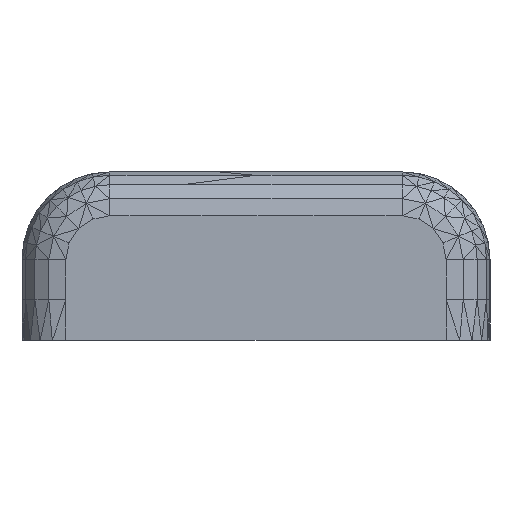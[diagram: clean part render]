
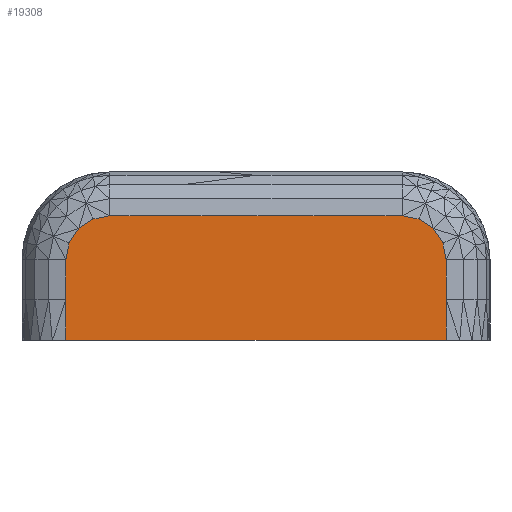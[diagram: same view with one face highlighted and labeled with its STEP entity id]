
A CAD part, left-side view. The second image highlights one B-rep face of the part: STEP entity #19308.
In plain terms, the highlighted planar face has unit normal (-1, 0, 0).
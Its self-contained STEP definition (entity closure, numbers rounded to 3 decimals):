
#19308=ADVANCED_FACE('',(#36392),#36394,.T.);
#36392=FACE_BOUND('',#36393,.T.);
#36393=EDGE_LOOP('',(#47236,#47237,#47238,#47239,#47240,#47241,#47242,#47243,#47244,
#47245,#47246,#47247,#47248,#47249,#47250,#47251,#47252,#47253,#47254,#47255,#47256,
#47257,#47258,#47259,#47260,#47261,#47262,#47263));
#36394=PLANE('',#36395);
#36395=AXIS2_PLACEMENT_3D('',#36396,#36397,#36398);
#36396=CARTESIAN_POINT('',(-41.399,-3.251,12.746));
#36397=DIRECTION('',(-1.,-0.,0.));
#36398=DIRECTION('',(0.,-0.608,-0.794));
#47236=ORIENTED_EDGE('',*,*,#53349,.F.);
#47237=ORIENTED_EDGE('',*,*,#53348,.F.);
#47238=ORIENTED_EDGE('',*,*,#53347,.F.);
#47239=ORIENTED_EDGE('',*,*,#53346,.F.);
#47240=ORIENTED_EDGE('',*,*,#53345,.F.);
#47241=ORIENTED_EDGE('',*,*,#50898,.F.);
#47242=ORIENTED_EDGE('',*,*,#50907,.F.);
#47243=ORIENTED_EDGE('',*,*,#51060,.F.);
#47244=ORIENTED_EDGE('',*,*,#51067,.F.);
#47245=ORIENTED_EDGE('',*,*,#53327,.F.);
#47246=ORIENTED_EDGE('',*,*,#53326,.F.);
#47247=ORIENTED_EDGE('',*,*,#50931,.F.);
#47248=ORIENTED_EDGE('',*,*,#52962,.F.);
#47249=ORIENTED_EDGE('',*,*,#52961,.F.);
#47250=ORIENTED_EDGE('',*,*,#52960,.F.);
#47251=ORIENTED_EDGE('',*,*,#52959,.F.);
#47252=ORIENTED_EDGE('',*,*,#52958,.F.);
#47253=ORIENTED_EDGE('',*,*,#52957,.F.);
#47254=ORIENTED_EDGE('',*,*,#52956,.F.);
#47255=ORIENTED_EDGE('',*,*,#52955,.F.);
#47256=ORIENTED_EDGE('',*,*,#50991,.F.);
#47257=ORIENTED_EDGE('',*,*,#53333,.F.);
#47258=ORIENTED_EDGE('',*,*,#53332,.F.);
#47259=ORIENTED_EDGE('',*,*,#51018,.F.);
#47260=ORIENTED_EDGE('',*,*,#51027,.F.);
#47261=ORIENTED_EDGE('',*,*,#50961,.F.);
#47262=ORIENTED_EDGE('',*,*,#50969,.F.);
#47263=ORIENTED_EDGE('',*,*,#53350,.F.);
#50898=EDGE_CURVE('',#57639,#57637,#57641,.T.);
#50907=EDGE_CURVE('',#57630,#57639,#57652,.T.);
#50931=EDGE_CURVE('',#57692,#57679,#57693,.T.);
#50961=EDGE_CURVE('',#57739,#57737,#57741,.T.);
#50969=EDGE_CURVE('',#57729,#57739,#57752,.T.);
#50991=EDGE_CURVE('',#57786,#57789,#57790,.T.);
#51018=EDGE_CURVE('',#57828,#57830,#57831,.T.);
#51027=EDGE_CURVE('',#57737,#57828,#57843,.T.);
#51060=EDGE_CURVE('',#57890,#57892,#57893,.T.);
#51067=EDGE_CURVE('',#57881,#57890,#57901,.T.);
#52955=EDGE_CURVE('',#57789,#61568,#61569,.T.);
#52956=EDGE_CURVE('',#61568,#61570,#61571,.T.);
#52957=EDGE_CURVE('',#61570,#61572,#61573,.T.);
#52958=EDGE_CURVE('',#61572,#61574,#61575,.T.);
#52959=EDGE_CURVE('',#61574,#61576,#61577,.T.);
#52960=EDGE_CURVE('',#61576,#61578,#61579,.T.);
#52961=EDGE_CURVE('',#61578,#61580,#61581,.T.);
#52962=EDGE_CURVE('',#61580,#57692,#61582,.T.);
#53326=EDGE_CURVE('',#62369,#62370,#62371,.T.);
#53327=EDGE_CURVE('',#62370,#57881,#62372,.T.);
#53332=EDGE_CURVE('',#57826,#62377,#62378,.T.);
#53333=EDGE_CURVE('',#62377,#57786,#62379,.T.);
#53345=EDGE_CURVE('',#57637,#62403,#62404,.T.);
#53346=EDGE_CURVE('',#62403,#62405,#62406,.T.);
#53347=EDGE_CURVE('',#62407,#62408,#62409,.T.);
#53348=EDGE_CURVE('',#62408,#62410,#62411,.T.);
#53349=EDGE_CURVE('',#62412,#62413,#62414,.T.);
#53350=EDGE_CURVE('',#62413,#57729,#62415,.T.);
#57630=VERTEX_POINT('',#71716);
#57637=VERTEX_POINT('',#71733);
#57639=VERTEX_POINT('',#71737);
#57641=LINE('',#71741,#71742);
#57652=LINE('',#71770,#71771);
#57679=VERTEX_POINT('',#71831);
#57692=VERTEX_POINT('',#71858);
#57693=LINE('',#71859,#71860);
#57729=VERTEX_POINT('',#71939);
#57737=VERTEX_POINT('',#71959);
#57739=VERTEX_POINT('',#71963);
#57741=LINE('',#71967,#71968);
#57752=LINE('',#71994,#71995);
#57786=VERTEX_POINT('',#72068);
#57789=VERTEX_POINT('',#72075);
#57790=LINE('',#72076,#72077);
#57826=VERTEX_POINT('',#72162);
#57828=VERTEX_POINT('',#72166);
#57830=VERTEX_POINT('',#72170);
#57831=LINE('',#72171,#72172);
#57843=LINE('',#72201,#72202);
#57881=VERTEX_POINT('',#72289);
#57890=VERTEX_POINT('',#72312);
#57892=VERTEX_POINT('',#72316);
#57893=LINE('',#72317,#72318);
#57901=LINE('',#72339,#72340);
#61568=VERTEX_POINT('',#79782);
#61569=LINE('',#79783,#79784);
#61570=VERTEX_POINT('',#79786);
#61571=LINE('',#79787,#79788);
#61572=VERTEX_POINT('',#79790);
#61573=LINE('',#79791,#79792);
#61574=VERTEX_POINT('',#79794);
#61575=LINE('',#79795,#79796);
#61576=VERTEX_POINT('',#79798);
#61577=LINE('',#79799,#79800);
#61578=VERTEX_POINT('',#79802);
#61579=LINE('',#79803,#79804);
#61580=VERTEX_POINT('',#79806);
#61581=LINE('',#79807,#79808);
#61582=LINE('',#79810,#79811);
#62369=VERTEX_POINT('',#81325);
#62370=VERTEX_POINT('',#81326);
#62371=LINE('',#81327,#81328);
#62372=LINE('',#81330,#81331);
#62377=VERTEX_POINT('',#81345);
#62378=LINE('',#81346,#81347);
#62379=LINE('',#81349,#81350);
#62403=VERTEX_POINT('',#81397);
#62404=LINE('',#81398,#81399);
#62405=VERTEX_POINT('',#81401);
#62406=LINE('',#81402,#81403);
#62407=VERTEX_POINT('',#81405);
#62408=VERTEX_POINT('',#81406);
#62409=LINE('',#81407,#81408);
#62410=VERTEX_POINT('',#81410);
#62411=LINE('',#81411,#81412);
#62412=VERTEX_POINT('',#81414);
#62413=VERTEX_POINT('',#81415);
#62414=LINE('',#81416,#81417);
#62415=LINE('',#81419,#81420);
#71716=CARTESIAN_POINT('',(-41.399,12.121,16.121));
#71733=CARTESIAN_POINT('',(-41.399,10.,17.));
#71737=CARTESIAN_POINT('',(-41.399,11.153,16.771));
#71741=CARTESIAN_POINT('',(-41.399,11.153,16.771));
#71742=VECTOR('',#71743,1.);
#71743=DIRECTION('',(0.,-0.981,0.195));
#71770=CARTESIAN_POINT('',(-41.399,12.121,16.121));
#71771=VECTOR('',#71772,1.);
#71772=DIRECTION('',(0.,-0.83,0.558));
#71831=CARTESIAN_POINT('',(-41.399,13.,11.256));
#71858=CARTESIAN_POINT('',(-41.399,13.,8.5));
#71859=CARTESIAN_POINT('',(-41.399,13.,8.5));
#71860=VECTOR('',#71861,1.);
#71861=DIRECTION('',(0.,0.,1.));
#71939=CARTESIAN_POINT('',(-41.399,-9.997,17.));
#71959=CARTESIAN_POINT('',(-41.399,-12.121,16.121));
#71963=CARTESIAN_POINT('',(-41.399,-11.152,16.772));
#71967=CARTESIAN_POINT('',(-41.399,-11.152,16.772));
#71968=VECTOR('',#71969,1.);
#71969=DIRECTION('',(0.,-0.83,-0.557));
#71994=CARTESIAN_POINT('',(-41.399,-9.997,17.));
#71995=VECTOR('',#71996,1.);
#71996=DIRECTION('',(0.,-0.981,-0.194));
#72068=CARTESIAN_POINT('',(-41.399,-13.,11.256));
#72075=CARTESIAN_POINT('',(-41.399,-13.,8.5));
#72076=CARTESIAN_POINT('',(-41.399,-13.,11.256));
#72077=VECTOR('',#72078,1.);
#72078=DIRECTION('',(0.,0.,-1.));
#72162=CARTESIAN_POINT('',(-41.399,-13.,13.999));
#72166=CARTESIAN_POINT('',(-41.399,-12.774,15.146));
#72170=CARTESIAN_POINT('',(-41.399,-13.,13.999));
#72171=CARTESIAN_POINT('',(-41.399,-12.774,15.146));
#72172=VECTOR('',#72173,1.);
#72173=DIRECTION('',(0.,-0.193,-0.981));
#72201=CARTESIAN_POINT('',(-41.399,-12.121,16.121));
#72202=VECTOR('',#72203,1.);
#72203=DIRECTION('',(0.,-0.557,-0.831));
#72289=CARTESIAN_POINT('',(-41.399,13.,14.));
#72312=CARTESIAN_POINT('',(-41.399,12.774,15.146));
#72316=CARTESIAN_POINT('',(-41.399,12.121,16.121));
#72317=CARTESIAN_POINT('',(-41.399,12.774,15.146));
#72318=VECTOR('',#72319,1.);
#72319=DIRECTION('',(0.,-0.556,0.831));
#72339=CARTESIAN_POINT('',(-41.399,13.,14.));
#72340=VECTOR('',#72341,1.);
#72341=DIRECTION('',(0.,-0.193,0.981));
#79782=CARTESIAN_POINT('',(-41.399,-9.75,8.5));
#79783=CARTESIAN_POINT('',(-41.399,-13.,8.5));
#79784=VECTOR('',#79785,1.);
#79785=DIRECTION('',(0.,1.,0.));
#79786=CARTESIAN_POINT('',(-41.399,-6.5,8.5));
#79787=CARTESIAN_POINT('',(-41.399,-9.75,8.5));
#79788=VECTOR('',#79789,1.);
#79789=DIRECTION('',(0.,1.,0.));
#79790=CARTESIAN_POINT('',(-41.399,-3.25,8.5));
#79791=CARTESIAN_POINT('',(-41.399,-6.5,8.5));
#79792=VECTOR('',#79793,1.);
#79793=DIRECTION('',(0.,1.,0.));
#79794=CARTESIAN_POINT('',(-41.399,0.,8.5));
#79795=CARTESIAN_POINT('',(-41.399,-3.25,8.5));
#79796=VECTOR('',#79797,1.);
#79797=DIRECTION('',(0.,1.,0.));
#79798=CARTESIAN_POINT('',(-41.399,3.25,8.5));
#79799=CARTESIAN_POINT('',(-41.399,0.,8.5));
#79800=VECTOR('',#79801,1.);
#79801=DIRECTION('',(0.,1.,0.));
#79802=CARTESIAN_POINT('',(-41.399,6.5,8.5));
#79803=CARTESIAN_POINT('',(-41.399,3.25,8.5));
#79804=VECTOR('',#79805,1.);
#79805=DIRECTION('',(0.,1.,0.));
#79806=CARTESIAN_POINT('',(-41.399,9.75,8.5));
#79807=CARTESIAN_POINT('',(-41.399,6.5,8.5));
#79808=VECTOR('',#79809,1.);
#79809=DIRECTION('',(0.,1.,0.));
#79810=CARTESIAN_POINT('',(-41.399,9.75,8.5));
#79811=VECTOR('',#79812,1.);
#79812=DIRECTION('',(0.,1.,0.));
#81325=CARTESIAN_POINT('',(-41.399,13.,11.256));
#81326=CARTESIAN_POINT('',(-41.399,13.,12.743));
#81327=CARTESIAN_POINT('',(-41.399,13.,11.256));
#81328=VECTOR('',#81329,1.);
#81329=DIRECTION('',(0.,0.,1.));
#81330=CARTESIAN_POINT('',(-41.399,13.,12.743));
#81331=VECTOR('',#81332,1.);
#81332=DIRECTION('',(0.,0.,1.));
#81345=CARTESIAN_POINT('',(-41.399,-13.,12.743));
#81346=CARTESIAN_POINT('',(-41.399,-13.,13.999));
#81347=VECTOR('',#81348,1.);
#81348=DIRECTION('',(0.,0.,-1.));
#81349=CARTESIAN_POINT('',(-41.399,-13.,12.743));
#81350=VECTOR('',#81351,1.);
#81351=DIRECTION('',(0.,0.,-1.));
#81397=CARTESIAN_POINT('',(-41.399,5.221,17.));
#81398=CARTESIAN_POINT('',(-41.399,10.,17.));
#81399=VECTOR('',#81400,1.);
#81400=DIRECTION('',(0.,-1.,0.));
#81401=CARTESIAN_POINT('',(-41.399,2.509,17.));
#81402=CARTESIAN_POINT('',(-41.399,5.221,17.));
#81403=VECTOR('',#81404,1.);
#81404=DIRECTION('',(0.,-1.,0.));
#81405=CARTESIAN_POINT('',(-41.399,2.509,17.));
#81406=CARTESIAN_POINT('',(-41.399,0.002,17.));
#81407=CARTESIAN_POINT('',(-41.399,2.509,17.));
#81408=VECTOR('',#81409,1.);
#81409=DIRECTION('',(0.,-1.,0.));
#81410=CARTESIAN_POINT('',(-41.399,-2.506,17.));
#81411=CARTESIAN_POINT('',(-41.399,0.002,17.));
#81412=VECTOR('',#81413,1.);
#81413=DIRECTION('',(0.,-1.,0.));
#81414=CARTESIAN_POINT('',(-41.399,-2.506,17.));
#81415=CARTESIAN_POINT('',(-41.399,-5.218,17.));
#81416=CARTESIAN_POINT('',(-41.399,-2.506,17.));
#81417=VECTOR('',#81418,1.);
#81418=DIRECTION('',(0.,-1.,0.));
#81419=CARTESIAN_POINT('',(-41.399,-5.218,17.));
#81420=VECTOR('',#81421,1.);
#81421=DIRECTION('',(0.,-1.,0.));
